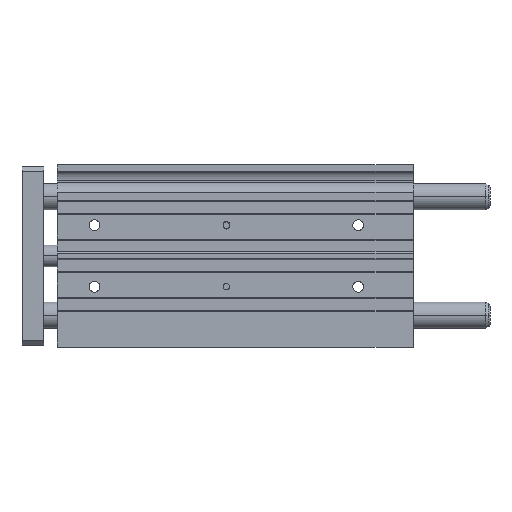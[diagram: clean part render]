
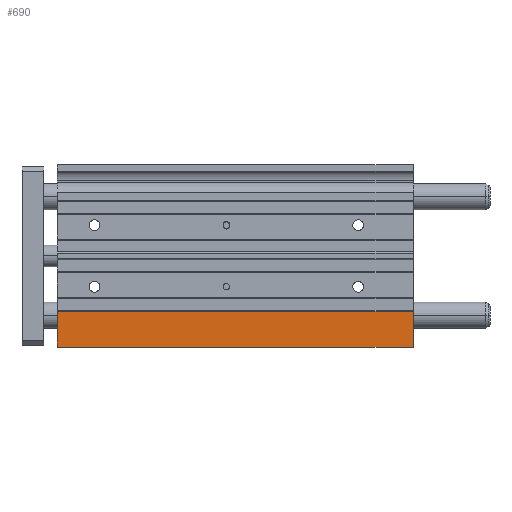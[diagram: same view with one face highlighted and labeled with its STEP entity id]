
A CAD part, top view. The second image highlights one B-rep face of the part: STEP entity #690.
In plain terms, the highlighted planar face has unit normal (0, 0, 1).
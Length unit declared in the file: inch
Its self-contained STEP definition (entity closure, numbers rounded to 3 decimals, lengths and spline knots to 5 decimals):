
#106 = EDGE_CURVE ( 'NONE', #1439, #10505, #5448, .T. ) ;
#264 = LINE ( 'NONE', #6841, #1766 ) ;
#548 = DIRECTION ( 'NONE',  ( 0., 0., -1. ) ) ;
#657 = CARTESIAN_POINT ( 'NONE',  ( 6.37795, -0.99213, 0.70866 ) ) ;
#690 = ADVANCED_FACE ( 'NONE', ( #1249 ), #4757, .F. ) ;
#758 = EDGE_CURVE ( 'NONE', #10505, #1675, #9189, .T. ) ;
#759 = VECTOR ( 'NONE', #7445, 39.37008 ) ;
#1249 = FACE_OUTER_BOUND ( 'NONE', #1920, .T. ) ;
#1259 = VECTOR ( 'NONE', #2935, 39.37008 ) ;
#1439 = VERTEX_POINT ( 'NONE', #7479 ) ;
#1500 = ORIENTED_EDGE ( 'NONE', *, *, #106, .F. ) ;
#1675 = VERTEX_POINT ( 'NONE', #2714 ) ;
#1766 = VECTOR ( 'NONE', #7878, 39.37008 ) ;
#1920 = EDGE_LOOP ( 'NONE', ( #9778, #3843, #1500, #2861 ) ) ;
#2714 = CARTESIAN_POINT ( 'NONE',  ( 0., -1.63386, 0.70866 ) ) ;
#2861 = ORIENTED_EDGE ( 'NONE', *, *, #5912, .T. ) ;
#2935 = DIRECTION ( 'NONE',  ( -1., 0., 0. ) ) ;
#3843 = ORIENTED_EDGE ( 'NONE', *, *, #758, .F. ) ;
#4535 = CARTESIAN_POINT ( 'NONE',  ( 6.37795, -0.99213, 0.70866 ) ) ;
#4757 = PLANE ( 'NONE',  #7212 ) ;
#5448 = LINE ( 'NONE', #7919, #5656 ) ;
#5499 = EDGE_CURVE ( 'NONE', #9085, #1675, #264, .T. ) ;
#5656 = VECTOR ( 'NONE', #7753, 39.37008 ) ;
#5912 = EDGE_CURVE ( 'NONE', #1439, #9085, #10524, .T. ) ;
#6028 = CARTESIAN_POINT ( 'NONE',  ( 0., -0.99213, 0.70866 ) ) ;
#6841 = CARTESIAN_POINT ( 'NONE',  ( 0., -0.99213, 0.70866 ) ) ;
#7212 = AXIS2_PLACEMENT_3D ( 'NONE', #4535, #548, #10362 ) ;
#7285 = CARTESIAN_POINT ( 'NONE',  ( 6.37795, -1.63386, 0.70866 ) ) ;
#7445 = DIRECTION ( 'NONE',  ( -1., 0., 0. ) ) ;
#7479 = CARTESIAN_POINT ( 'NONE',  ( 6.37795, -0.99213, 0.70866 ) ) ;
#7677 = CARTESIAN_POINT ( 'NONE',  ( 6.37795, -1.63386, 0.70866 ) ) ;
#7753 = DIRECTION ( 'NONE',  ( 0., -1., 0. ) ) ;
#7878 = DIRECTION ( 'NONE',  ( 0., -1., 0. ) ) ;
#7919 = CARTESIAN_POINT ( 'NONE',  ( 6.37795, -0.99213, 0.70866 ) ) ;
#9085 = VERTEX_POINT ( 'NONE', #6028 ) ;
#9189 = LINE ( 'NONE', #7285, #759 ) ;
#9778 = ORIENTED_EDGE ( 'NONE', *, *, #5499, .T. ) ;
#10362 = DIRECTION ( 'NONE',  ( 0., -1., 0. ) ) ;
#10505 = VERTEX_POINT ( 'NONE', #7677 ) ;
#10524 = LINE ( 'NONE', #657, #1259 ) ;
